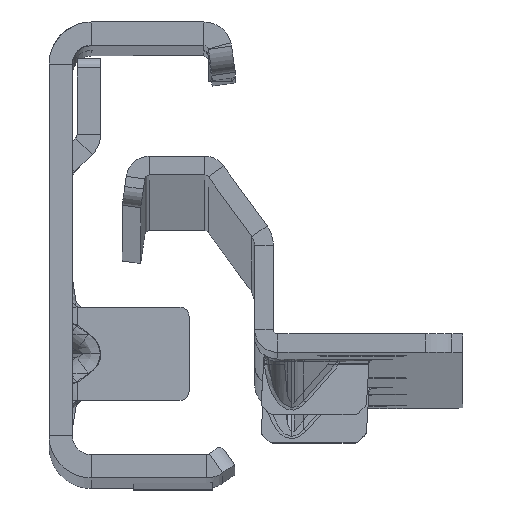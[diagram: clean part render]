
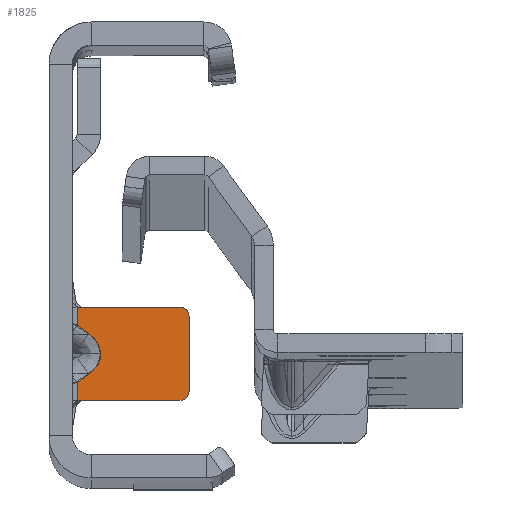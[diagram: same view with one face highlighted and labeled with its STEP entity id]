
A CAD part, top view. The second image highlights one B-rep face of the part: STEP entity #1825.
In plain terms, the highlighted planar face has unit normal (0, 0, 1).
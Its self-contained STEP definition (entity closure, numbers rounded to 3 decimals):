
#408 = LINE ( 'NONE', #9309, #4560 ) ;
#667 = EDGE_CURVE ( 'NONE', #7974, #14834, #5252, .T. ) ;
#784 = CARTESIAN_POINT ( 'NONE',  ( 0.5, 22.3, -641.5 ) ) ;
#885 = VERTEX_POINT ( 'NONE', #4651 ) ;
#956 = VERTEX_POINT ( 'NONE', #10821 ) ;
#1079 = VECTOR ( 'NONE', #3268, 1000. ) ;
#1163 = DIRECTION ( 'NONE',  ( -1., 0., 0. ) ) ;
#1299 = ORIENTED_EDGE ( 'NONE', *, *, #4633, .F. ) ;
#1319 = ORIENTED_EDGE ( 'NONE', *, *, #2850, .F. ) ;
#1494 = DIRECTION ( 'NONE',  ( 0.816, 0.577, 0. ) ) ;
#1596 = CARTESIAN_POINT ( 'NONE',  ( 3.573, -8.692, -641.5 ) ) ;
#1622 = DIRECTION ( 'NONE',  ( 0., 1., 0. ) ) ;
#1683 = ORIENTED_EDGE ( 'NONE', *, *, #5940, .T. ) ;
#1695 = CARTESIAN_POINT ( 'NONE',  ( 1.757, -11.792, -641.5 ) ) ;
#1803 = DIRECTION ( 'NONE',  ( 1., 0., 0. ) ) ;
#1825 = ADVANCED_FACE ( 'NONE', ( #4179 ), #10592, .F. ) ;
#1860 = EDGE_CURVE ( 'NONE', #4498, #5704, #14349, .T. ) ;
#1899 = DIRECTION ( 'NONE',  ( 0., 1., 0. ) ) ;
#2236 = EDGE_CURVE ( 'NONE', #15036, #885, #4307, .T. ) ;
#2612 = EDGE_CURVE ( 'NONE', #5704, #2636, #13456, .T. ) ;
#2636 = VERTEX_POINT ( 'NONE', #9679 ) ;
#2850 = EDGE_CURVE ( 'NONE', #15756, #5270, #13953, .T. ) ;
#2983 = CARTESIAN_POINT ( 'NONE',  ( 1.757, -11.792, -641.5 ) ) ;
#3219 = LINE ( 'NONE', #10916, #8175 ) ;
#3268 = DIRECTION ( 'NONE',  ( -1., 0., 0. ) ) ;
#3620 = LINE ( 'NONE', #11094, #7328 ) ;
#3725 = CIRCLE ( 'NONE', #15531, 1. ) ;
#4179 = FACE_OUTER_BOUND ( 'NONE', #7024, .T. ) ;
#4307 = LINE ( 'NONE', #15478, #11819 ) ;
#4498 = VERTEX_POINT ( 'NONE', #7249 ) ;
#4560 = VECTOR ( 'NONE', #10623, 1000. ) ;
#4633 = EDGE_CURVE ( 'NONE', #7974, #15756, #11922, .T. ) ;
#4651 = CARTESIAN_POINT ( 'NONE',  ( 12.5, -5.6, -641.5 ) ) ;
#4652 = CARTESIAN_POINT ( 'NONE',  ( 0.5, -14.6, -641.5 ) ) ;
#4663 = CARTESIAN_POINT ( 'NONE',  ( -1.826, -4.6, -641.5 ) ) ;
#4672 = CARTESIAN_POINT ( 'NONE',  ( 0.708, -4.6, -641.5 ) ) ;
#5252 = LINE ( 'NONE', #12873, #13320 ) ;
#5270 = VERTEX_POINT ( 'NONE', #1695 ) ;
#5369 = CARTESIAN_POINT ( 'NONE',  ( 1.757, -7.408, -641.5 ) ) ;
#5704 = VERTEX_POINT ( 'NONE', #4672 ) ;
#5798 = CIRCLE ( 'NONE', #14953, 1. ) ;
#5940 = EDGE_CURVE ( 'NONE', #885, #4498, #3725, .T. ) ;
#7024 = EDGE_LOOP ( 'NONE', ( #9284, #10348, #1319, #1299, #13000, #12338, #14186, #11825, #1683, #13744, #14017, #13281 ) ) ;
#7066 = CARTESIAN_POINT ( 'NONE',  ( 0.5, -12.681, -641.5 ) ) ;
#7127 = DIRECTION ( 'NONE',  ( 0., 1., 0. ) ) ;
#7249 = CARTESIAN_POINT ( 'NONE',  ( 11.5, -4.6, -641.5 ) ) ;
#7295 = CARTESIAN_POINT ( 'NONE',  ( 0.708, -14.6, -641.5 ) ) ;
#7328 = VECTOR ( 'NONE', #14640, 1000. ) ;
#7580 = EDGE_CURVE ( 'NONE', #15357, #2636, #408, .T. ) ;
#7928 = VERTEX_POINT ( 'NONE', #10588 ) ;
#7974 = VERTEX_POINT ( 'NONE', #4652 ) ;
#7982 = CARTESIAN_POINT ( 'NONE',  ( 3.573, -10.508, -641.5 ) ) ;
#8114 = CARTESIAN_POINT ( 'NONE',  ( -1.826, -4.6, -641.5 ) ) ;
#8175 = VECTOR ( 'NONE', #15685, 1000. ) ;
#8282 = CARTESIAN_POINT ( 'NONE',  ( 11.5, -13.6, -641.5 ) ) ;
#9050 = EDGE_CURVE ( 'NONE', #5270, #956, #15421, .T. ) ;
#9284 = ORIENTED_EDGE ( 'NONE', *, *, #11466, .F. ) ;
#9309 = CARTESIAN_POINT ( 'NONE',  ( 0.5, 22.3, -641.5 ) ) ;
#9622 = CARTESIAN_POINT ( 'NONE',  ( 0.5, -6.519, -641.5 ) ) ;
#9679 = CARTESIAN_POINT ( 'NONE',  ( 0.5, -4.6, -641.5 ) ) ;
#10348 = ORIENTED_EDGE ( 'NONE', *, *, #9050, .F. ) ;
#10564 = VECTOR ( 'NONE', #11756, 1000. ) ;
#10588 = CARTESIAN_POINT ( 'NONE',  ( 11.5, -14.6, -641.5 ) ) ;
#10592 = PLANE ( 'NONE',  #13646 ) ;
#10623 = DIRECTION ( 'NONE',  ( 0., 1., 0. ) ) ;
#10821 = CARTESIAN_POINT ( 'NONE',  ( 1.757, -7.408, -641.5 ) ) ;
#10916 = CARTESIAN_POINT ( 'NONE',  ( -1.826, -14.6, -641.5 ) ) ;
#11094 = CARTESIAN_POINT ( 'NONE',  ( 1.367, -7.131, -641.5 ) ) ;
#11466 = EDGE_CURVE ( 'NONE', #956, #15357, #3620, .T. ) ;
#11756 = DIRECTION ( 'NONE',  ( 0., 1., 0. ) ) ;
#11819 = VECTOR ( 'NONE', #1622, 1000. ) ;
#11825 = ORIENTED_EDGE ( 'NONE', *, *, #2236, .T. ) ;
#11922 = LINE ( 'NONE', #784, #10564 ) ;
#12037 = VECTOR ( 'NONE', #1163, 1000. ) ;
#12338 = ORIENTED_EDGE ( 'NONE', *, *, #15631, .T. ) ;
#12567 = CARTESIAN_POINT ( 'NONE',  ( 11.5, -5.6, -641.5 ) ) ;
#12728 = CARTESIAN_POINT ( 'NONE',  ( 2.624, -11.179, -641.5 ) ) ;
#12873 = CARTESIAN_POINT ( 'NONE',  ( -1.826, -14.6, -641.5 ) ) ;
#13000 = ORIENTED_EDGE ( 'NONE', *, *, #667, .T. ) ;
#13142 = DIRECTION ( 'NONE',  ( 0., 0., -1. ) ) ;
#13281 = ORIENTED_EDGE ( 'NONE', *, *, #7580, .F. ) ;
#13320 = VECTOR ( 'NONE', #1803, 1000. ) ;
#13456 = LINE ( 'NONE', #4663, #12037 ) ;
#13613 = CARTESIAN_POINT ( 'NONE',  ( 12.5, -13.6, -641.5 ) ) ;
#13646 = AXIS2_PLACEMENT_3D ( 'NONE', #15599, #13142, #1899 ) ;
#13744 = ORIENTED_EDGE ( 'NONE', *, *, #1860, .T. ) ;
#13953 = LINE ( 'NONE', #12728, #15986 ) ;
#14017 = ORIENTED_EDGE ( 'NONE', *, *, #2612, .T. ) ;
#14077 = EDGE_CURVE ( 'NONE', #7928, #15036, #5798, .T. ) ;
#14186 = ORIENTED_EDGE ( 'NONE', *, *, #14077, .T. ) ;
#14349 = LINE ( 'NONE', #8114, #1079 ) ;
#14640 = DIRECTION ( 'NONE',  ( -0.816, 0.577, 0. ) ) ;
#14769 = DIRECTION ( 'NONE',  ( 0., 0., 1. ) ) ;
#14796 = DIRECTION ( 'NONE',  ( 0., 0., 1. ) ) ;
#14834 = VERTEX_POINT ( 'NONE', #7295 ) ;
#14953 = AXIS2_PLACEMENT_3D ( 'NONE', #8282, #14769, #7127 ) ;
#15031 = DIRECTION ( 'NONE',  ( 0., -1., 0. ) ) ;
#15036 = VERTEX_POINT ( 'NONE', #13613 ) ;
#15357 = VERTEX_POINT ( 'NONE', #9622 ) ;
#15421 =( BOUNDED_CURVE ( )  B_SPLINE_CURVE ( 3, ( #2983, #7982, #1596, #5369 ),
 .UNSPECIFIED., .F., .T. ) 
 B_SPLINE_CURVE_WITH_KNOTS ( ( 4, 4 ),
 ( 2.356, 3.927 ),
 .UNSPECIFIED. ) 
 CURVE ( )  GEOMETRIC_REPRESENTATION_ITEM ( )  RATIONAL_B_SPLINE_CURVE ( ( 1., 0.805, 0.805, 1. ) ) 
 REPRESENTATION_ITEM ( '' )  );
#15478 = CARTESIAN_POINT ( 'NONE',  ( 12.5, -5.6, -641.5 ) ) ;
#15531 = AXIS2_PLACEMENT_3D ( 'NONE', #12567, #14796, #15031 ) ;
#15599 = CARTESIAN_POINT ( 'NONE',  ( -7.326, 22.3, -641.5 ) ) ;
#15631 = EDGE_CURVE ( 'NONE', #14834, #7928, #3219, .T. ) ;
#15685 = DIRECTION ( 'NONE',  ( 1., 0., 0. ) ) ;
#15756 = VERTEX_POINT ( 'NONE', #7066 ) ;
#15986 = VECTOR ( 'NONE', #1494, 1000. ) ;
